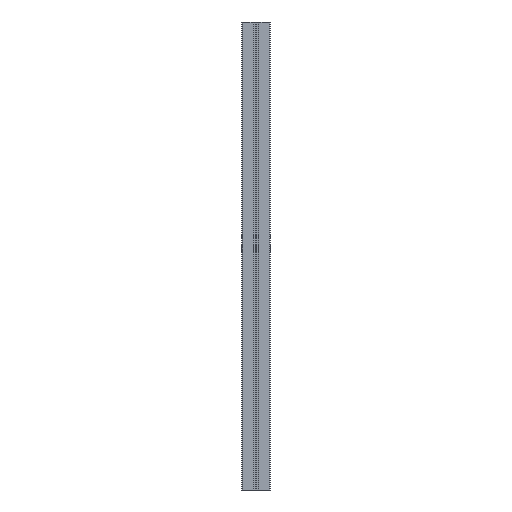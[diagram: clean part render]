
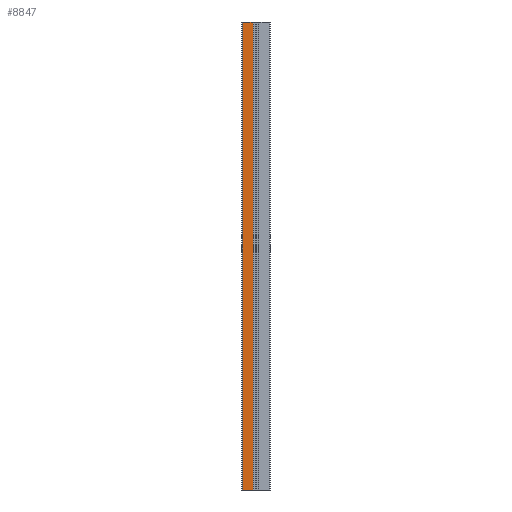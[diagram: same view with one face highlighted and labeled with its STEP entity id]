
A CAD part, left-side view. The second image highlights one B-rep face of the part: STEP entity #8847.
In plain terms, the highlighted planar face has unit normal (-1, 0, 0).
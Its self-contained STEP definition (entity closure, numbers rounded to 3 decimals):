
#432 = CARTESIAN_POINT ( 'NONE',  ( -30., -28., 1000. ) ) ;
#885 = CARTESIAN_POINT ( 'NONE',  ( -30., 28., 1000. ) ) ;
#1127 = LINE ( 'NONE', #4119, #6405 ) ;
#1246 = DIRECTION ( 'NONE',  ( 0., -1., 0. ) ) ;
#1374 = EDGE_CURVE ( 'NONE', #11925, #9351, #5943, .T. ) ;
#1637 = VECTOR ( 'NONE', #11594, 1000. ) ;
#2035 = AXIS2_PLACEMENT_3D ( 'NONE', #432, #2198, #3442 ) ;
#2198 = DIRECTION ( 'NONE',  ( 1., 0., 0. ) ) ;
#2530 = CARTESIAN_POINT ( 'NONE',  ( -30., -28., 1000. ) ) ;
#3000 = ORIENTED_EDGE ( 'NONE', *, *, #1374, .T. ) ;
#3262 = DIRECTION ( 'NONE',  ( 0., 0., 1. ) ) ;
#3442 = DIRECTION ( 'NONE',  ( 0., 1., 0. ) ) ;
#3575 = EDGE_CURVE ( 'NONE', #9351, #12331, #4971, .T. ) ;
#3668 = CARTESIAN_POINT ( 'NONE',  ( -30., 28., 1000. ) ) ;
#3934 = ORIENTED_EDGE ( 'NONE', *, *, #3575, .T. ) ;
#4119 = CARTESIAN_POINT ( 'NONE',  ( -30., 6.325, 0. ) ) ;
#4971 = LINE ( 'NONE', #8926, #8941 ) ;
#5943 = LINE ( 'NONE', #885, #1637 ) ;
#6396 = ORIENTED_EDGE ( 'NONE', *, *, #7683, .F. ) ;
#6405 = VECTOR ( 'NONE', #3262, 1000. ) ;
#6407 = VERTEX_POINT ( 'NONE', #10672 ) ;
#6924 = CARTESIAN_POINT ( 'NONE',  ( -30., 28., 0. ) ) ;
#7198 = PLANE ( 'NONE',  #2035 ) ;
#7683 = EDGE_CURVE ( 'NONE', #11925, #6407, #10608, .T. ) ;
#7863 = ORIENTED_EDGE ( 'NONE', *, *, #12106, .T. ) ;
#8847 = ADVANCED_FACE ( 'NONE', ( #11108 ), #7198, .F. ) ;
#8926 = CARTESIAN_POINT ( 'NONE',  ( -30., -28., 0. ) ) ;
#8941 = VECTOR ( 'NONE', #1246, 1000. ) ;
#9351 = VERTEX_POINT ( 'NONE', #6924 ) ;
#9995 = VECTOR ( 'NONE', #12575, 1000. ) ;
#10608 = LINE ( 'NONE', #2530, #9995 ) ;
#10672 = CARTESIAN_POINT ( 'NONE',  ( -30., 6.325, 1000. ) ) ;
#11108 = FACE_OUTER_BOUND ( 'NONE', #11472, .T. ) ;
#11310 = CARTESIAN_POINT ( 'NONE',  ( -30., 6.325, 0. ) ) ;
#11472 = EDGE_LOOP ( 'NONE', ( #7863, #6396, #3000, #3934 ) ) ;
#11594 = DIRECTION ( 'NONE',  ( 0., 0., -1. ) ) ;
#11925 = VERTEX_POINT ( 'NONE', #3668 ) ;
#12106 = EDGE_CURVE ( 'NONE', #12331, #6407, #1127, .T. ) ;
#12331 = VERTEX_POINT ( 'NONE', #11310 ) ;
#12575 = DIRECTION ( 'NONE',  ( 0., -1., 0. ) ) ;
